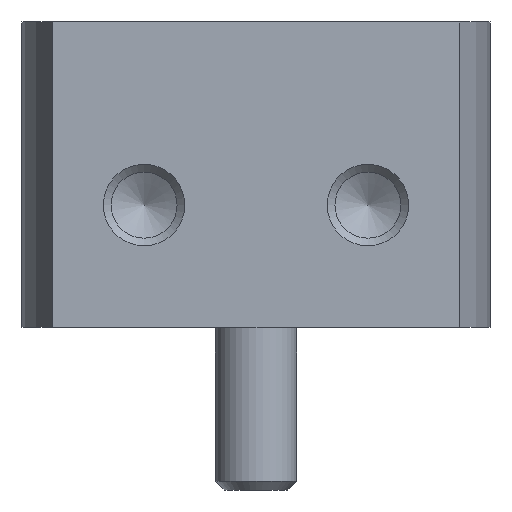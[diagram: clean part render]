
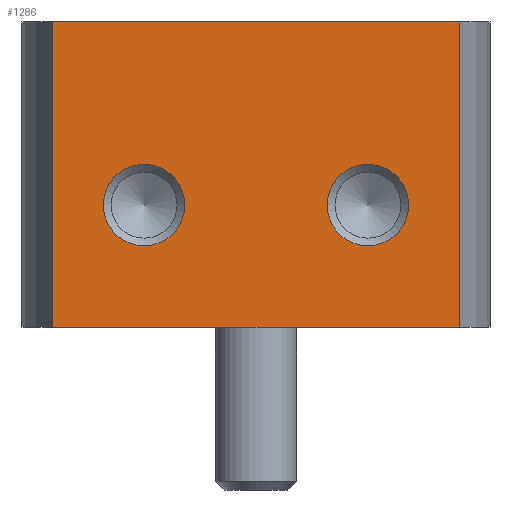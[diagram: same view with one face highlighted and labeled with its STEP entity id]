
A CAD part, left-side view. The second image highlights one B-rep face of the part: STEP entity #1286.
In plain terms, the highlighted face is planar.
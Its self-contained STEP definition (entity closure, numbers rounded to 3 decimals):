
#102=CIRCLE('',#1418,2.);
#103=CIRCLE('',#1419,2.);
#202=ORIENTED_EDGE('',*,*,#539,.F.);
#203=ORIENTED_EDGE('',*,*,#540,.F.);
#204=ORIENTED_EDGE('',*,*,#507,.T.);
#205=ORIENTED_EDGE('',*,*,#541,.F.);
#206=ORIENTED_EDGE('',*,*,#542,.F.);
#207=ORIENTED_EDGE('',*,*,#537,.T.);
#507=EDGE_CURVE('',#680,#679,#800,.T.);
#537=EDGE_CURVE('',#706,#680,#815,.T.);
#539=EDGE_CURVE('',#707,#707,#102,.T.);
#540=EDGE_CURVE('',#708,#708,#103,.T.);
#541=EDGE_CURVE('',#709,#679,#817,.T.);
#542=EDGE_CURVE('',#706,#709,#818,.T.);
#679=VERTEX_POINT('',#1993);
#680=VERTEX_POINT('',#1995);
#706=VERTEX_POINT('',#2055);
#707=VERTEX_POINT('',#2059);
#708=VERTEX_POINT('',#2061);
#709=VERTEX_POINT('',#2063);
#800=LINE('',#1994,#893);
#815=LINE('',#2054,#908);
#817=LINE('',#2062,#910);
#818=LINE('',#2064,#911);
#893=VECTOR('',#1569,1000.);
#908=VECTOR('',#1622,1000.);
#910=VECTOR('',#1630,1000.);
#911=VECTOR('',#1631,1000.);
#993=EDGE_LOOP('',(#202));
#994=EDGE_LOOP('',(#203));
#995=EDGE_LOOP('',(#204,#205,#206,#207));
#1118=FACE_BOUND('',#993,.T.);
#1119=FACE_BOUND('',#994,.T.);
#1120=FACE_BOUND('',#995,.T.);
#1240=PLANE('',#1417);
#1286=ADVANCED_FACE('',(#1118,#1119,#1120),#1240,.F.);
#1417=AXIS2_PLACEMENT_3D('',#2057,#1624,#1625);
#1418=AXIS2_PLACEMENT_3D('',#2058,#1626,#1627);
#1419=AXIS2_PLACEMENT_3D('',#2060,#1628,#1629);
#1569=DIRECTION('',(0.,1.,0.));
#1622=DIRECTION('',(0.,0.,-1.));
#1624=DIRECTION('',(-1.,0.,0.));
#1625=DIRECTION('',(0.,0.,1.));
#1626=DIRECTION('',(1.,0.,0.));
#1627=DIRECTION('',(0.,0.,-1.));
#1628=DIRECTION('',(1.,0.,0.));
#1629=DIRECTION('',(0.,0.,-1.));
#1630=DIRECTION('',(0.,0.,-1.));
#1631=DIRECTION('',(0.,1.,0.));
#1993=CARTESIAN_POINT('',(20.,10.,-7.5));
#1994=CARTESIAN_POINT('',(20.,-10.,-7.5));
#1995=CARTESIAN_POINT('',(20.,-10.,-7.5));
#2054=CARTESIAN_POINT('',(20.,-10.,7.5));
#2055=CARTESIAN_POINT('',(20.,-10.,7.5));
#2057=CARTESIAN_POINT('',(20.,-10.,7.5));
#2058=CARTESIAN_POINT('',(20.,-5.5,1.5));
#2059=CARTESIAN_POINT('',(20.,-5.5,-0.5));
#2060=CARTESIAN_POINT('',(20.,5.5,1.5));
#2061=CARTESIAN_POINT('',(20.,5.5,-0.5));
#2062=CARTESIAN_POINT('',(20.,10.,7.5));
#2063=CARTESIAN_POINT('',(20.,10.,7.5));
#2064=CARTESIAN_POINT('',(20.,-10.,7.5));
